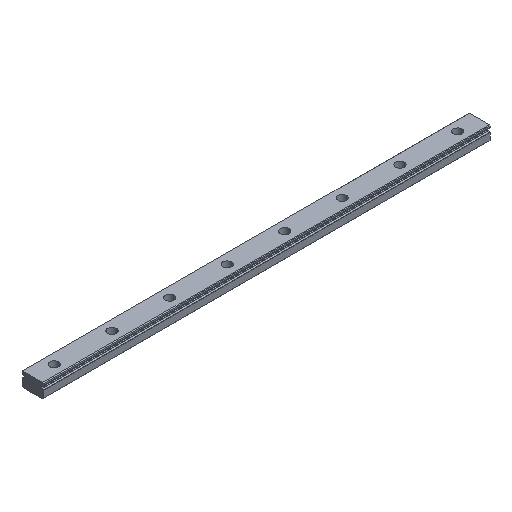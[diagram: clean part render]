
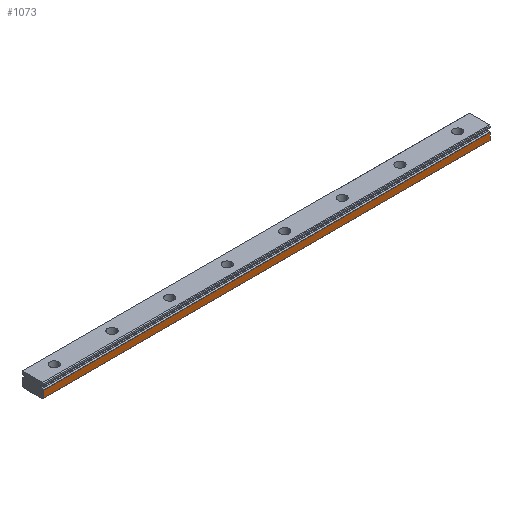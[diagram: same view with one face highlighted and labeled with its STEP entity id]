
A CAD part, isometric view. The second image highlights one B-rep face of the part: STEP entity #1073.
In plain terms, the highlighted planar face has unit normal (0, -1, 0).
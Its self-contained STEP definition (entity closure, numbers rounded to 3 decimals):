
#82 = CARTESIAN_POINT ( 'NONE',  ( -15., -7.5, 0.8 ) ) ;
#108 = ORIENTED_EDGE ( 'NONE', *, *, #1509, .T. ) ;
#178 = EDGE_CURVE ( 'NONE', #1055, #2391, #1316, .T. ) ;
#188 = VECTOR ( 'NONE', #434, 1000. ) ;
#261 = FACE_OUTER_BOUND ( 'NONE', #497, .T. ) ;
#274 = CARTESIAN_POINT ( 'NONE',  ( 295., -7.5, 5.451 ) ) ;
#284 = DIRECTION ( 'NONE',  ( 0., 0., -1. ) ) ;
#354 = LINE ( 'NONE', #2104, #887 ) ;
#431 = DIRECTION ( 'NONE',  ( 1., 0., 0. ) ) ;
#434 = DIRECTION ( 'NONE',  ( 1., 0., 0. ) ) ;
#497 = EDGE_LOOP ( 'NONE', ( #1357, #1727, #1424, #108 ) ) ;
#648 = EDGE_CURVE ( 'NONE', #834, #2373, #1180, .T. ) ;
#779 = DIRECTION ( 'NONE',  ( 0., 0., 1. ) ) ;
#834 = VERTEX_POINT ( 'NONE', #1870 ) ;
#887 = VECTOR ( 'NONE', #431, 1000. ) ;
#942 = CARTESIAN_POINT ( 'NONE',  ( -15., -7.5, 0.8 ) ) ;
#1055 = VERTEX_POINT ( 'NONE', #274 ) ;
#1073 = ADVANCED_FACE ( 'NONE', ( #261 ), #1491, .T. ) ;
#1164 = VECTOR ( 'NONE', #284, 1000. ) ;
#1180 = LINE ( 'NONE', #942, #2145 ) ;
#1316 = LINE ( 'NONE', #2381, #1164 ) ;
#1357 = ORIENTED_EDGE ( 'NONE', *, *, #178, .F. ) ;
#1424 = ORIENTED_EDGE ( 'NONE', *, *, #648, .F. ) ;
#1491 = PLANE ( 'NONE',  #2529 ) ;
#1509 = EDGE_CURVE ( 'NONE', #834, #2391, #354, .T. ) ;
#1727 = ORIENTED_EDGE ( 'NONE', *, *, #2212, .F. ) ;
#1758 = DIRECTION ( 'NONE',  ( 0., -1., 0. ) ) ;
#1772 = CARTESIAN_POINT ( 'NONE',  ( -15., -7.5, 5.451 ) ) ;
#1826 = CARTESIAN_POINT ( 'NONE',  ( 295., -7.5, 0.8 ) ) ;
#1870 = CARTESIAN_POINT ( 'NONE',  ( -15., -7.5, 0.8 ) ) ;
#2104 = CARTESIAN_POINT ( 'NONE',  ( -15., -7.5, 0.8 ) ) ;
#2106 = LINE ( 'NONE', #2348, #188 ) ;
#2145 = VECTOR ( 'NONE', #779, 1000. ) ;
#2187 = DIRECTION ( 'NONE',  ( -1., 0., 0. ) ) ;
#2212 = EDGE_CURVE ( 'NONE', #2373, #1055, #2106, .T. ) ;
#2348 = CARTESIAN_POINT ( 'NONE',  ( -15., -7.5, 5.451 ) ) ;
#2373 = VERTEX_POINT ( 'NONE', #1772 ) ;
#2381 = CARTESIAN_POINT ( 'NONE',  ( 295., -7.5, 0.8 ) ) ;
#2391 = VERTEX_POINT ( 'NONE', #1826 ) ;
#2529 = AXIS2_PLACEMENT_3D ( 'NONE', #82, #1758, #2187 ) ;
